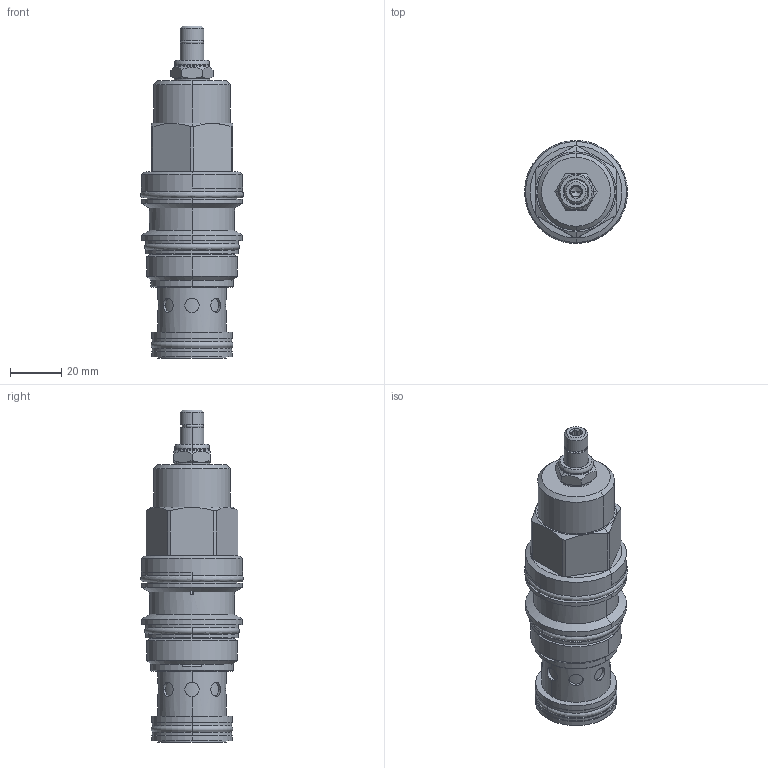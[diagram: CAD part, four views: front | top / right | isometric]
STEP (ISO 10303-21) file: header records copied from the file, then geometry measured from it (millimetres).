
FILE_DESCRIPTION((''),'2;1');
FILE_NAME('PBHBLAN_SW','2024-05-23T08:59:24',('SigMax'),(''),'CREO PARAMETRIC BY PTC INC, 2021072','CREO PARAMETRIC BY PTC INC, 2021072','');
FILE_SCHEMA(('AUTOMOTIVE_DESIGN { 1 0 10303 214 1 1 1 1 }'));
Length unit declared in the file: inch
Products named in the file (1): PBHBLAN_SW
Bounding box: 40.36 x 40.36 x 130.12 mm (x, y, z)
Volume: 90771 mm3; surface area: 27752.2 mm2
Topology: 3 solids, 5 shells, 278 faces, 633 edges, 386 vertices
Faces by surface type: cylinder 121, plane 71, cone 48, torus 28, revolution 10
Entity records: 12441 total; most frequent: CARTESIAN_POINT 4030, DIRECTION 1387, ORIENTED_EDGE 1262, EDGE_CURVE 631, AXIS2_PLACEMENT_3D 578, VERTEX_POINT 386, EDGE_LOOP 313, CIRCLE 310
